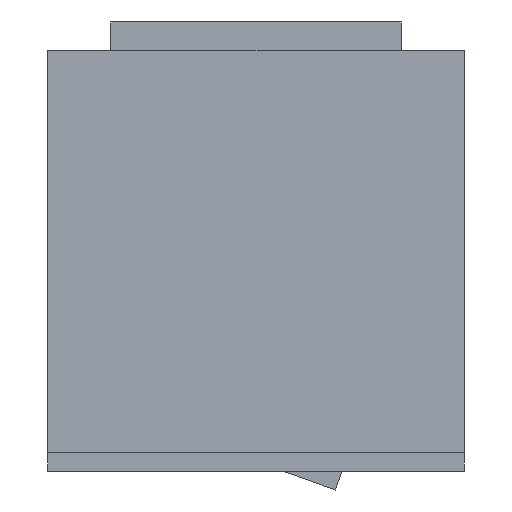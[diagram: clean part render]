
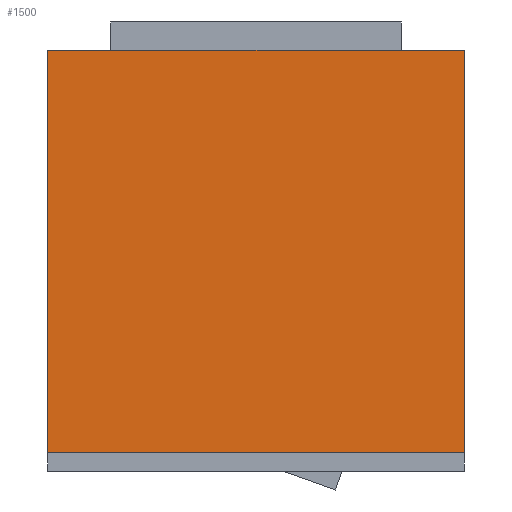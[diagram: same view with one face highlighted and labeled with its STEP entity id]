
A CAD part, left-side view. The second image highlights one B-rep face of the part: STEP entity #1500.
In plain terms, the highlighted planar face has unit normal (-1, 0, 0).
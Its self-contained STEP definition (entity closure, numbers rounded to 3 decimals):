
#36 = CARTESIAN_POINT ( 'NONE',  ( -221., 22.225, 45. ) ) ;
#346 = DIRECTION ( 'NONE',  ( 1., 0., 0. ) ) ;
#564 = LINE ( 'NONE', #11531, #4797 ) ;
#651 = CARTESIAN_POINT ( 'NONE',  ( -221., 22.225, 45. ) ) ;
#1110 = VERTEX_POINT ( 'NONE', #9981 ) ;
#1325 = VECTOR ( 'NONE', #7337, 1000. ) ;
#1500 = ADVANCED_FACE ( 'NONE', ( #5615 ), #2198, .F. ) ;
#1914 = VERTEX_POINT ( 'NONE', #7350 ) ;
#2009 = ORIENTED_EDGE ( 'NONE', *, *, #7087, .F. ) ;
#2198 = PLANE ( 'NONE',  #4244 ) ;
#3249 = VERTEX_POINT ( 'NONE', #4072 ) ;
#3571 = ORIENTED_EDGE ( 'NONE', *, *, #9955, .F. ) ;
#3791 = DIRECTION ( 'NONE',  ( 0., 0., -1. ) ) ;
#4047 = CARTESIAN_POINT ( 'NONE',  ( -221., 22.225, 45. ) ) ;
#4072 = CARTESIAN_POINT ( 'NONE',  ( -221., 22.225, 2. ) ) ;
#4077 = CARTESIAN_POINT ( 'NONE',  ( -221., -22.225, 2. ) ) ;
#4244 = AXIS2_PLACEMENT_3D ( 'NONE', #4047, #346, #6982 ) ;
#4274 = VERTEX_POINT ( 'NONE', #4077 ) ;
#4797 = VECTOR ( 'NONE', #3791, 1000. ) ;
#5006 = CARTESIAN_POINT ( 'NONE',  ( -221., 22.225, 2. ) ) ;
#5236 = VECTOR ( 'NONE', #8004, 1000. ) ;
#5460 = EDGE_LOOP ( 'NONE', ( #10475, #3571, #2009, #7672 ) ) ;
#5538 = VECTOR ( 'NONE', #8639, 1000. ) ;
#5615 = FACE_OUTER_BOUND ( 'NONE', #5460, .T. ) ;
#6657 = LINE ( 'NONE', #651, #1325 ) ;
#6982 = DIRECTION ( 'NONE',  ( 0., 0., -1. ) ) ;
#7087 = EDGE_CURVE ( 'NONE', #1914, #1110, #6657, .T. ) ;
#7337 = DIRECTION ( 'NONE',  ( 0., -1., 0. ) ) ;
#7350 = CARTESIAN_POINT ( 'NONE',  ( -221., 22.225, 45. ) ) ;
#7672 = ORIENTED_EDGE ( 'NONE', *, *, #9920, .T. ) ;
#8004 = DIRECTION ( 'NONE',  ( 0., -1., 0. ) ) ;
#8174 = LINE ( 'NONE', #36, #5538 ) ;
#8187 = LINE ( 'NONE', #5006, #5236 ) ;
#8639 = DIRECTION ( 'NONE',  ( 0., 0., -1. ) ) ;
#9920 = EDGE_CURVE ( 'NONE', #1914, #3249, #8174, .T. ) ;
#9955 = EDGE_CURVE ( 'NONE', #1110, #4274, #564, .T. ) ;
#9981 = CARTESIAN_POINT ( 'NONE',  ( -221., -22.225, 45. ) ) ;
#10081 = EDGE_CURVE ( 'NONE', #3249, #4274, #8187, .T. ) ;
#10475 = ORIENTED_EDGE ( 'NONE', *, *, #10081, .T. ) ;
#11531 = CARTESIAN_POINT ( 'NONE',  ( -221., -22.225, 45. ) ) ;
